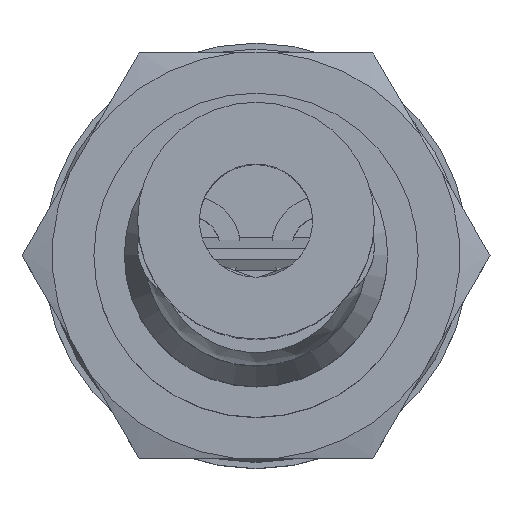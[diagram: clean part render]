
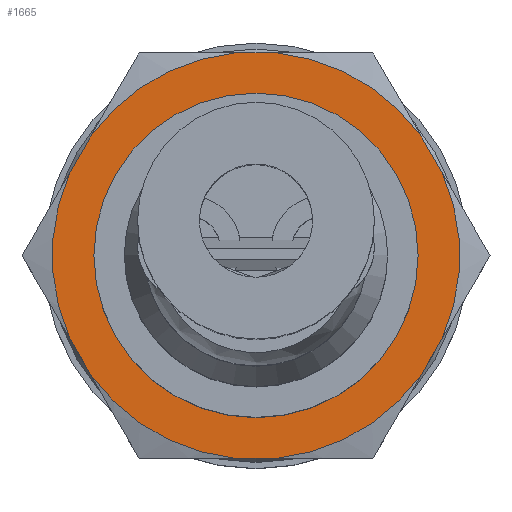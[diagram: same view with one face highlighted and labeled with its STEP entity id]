
A CAD part, top view. The second image highlights one B-rep face of the part: STEP entity #1665.
In plain terms, the highlighted face is planar.
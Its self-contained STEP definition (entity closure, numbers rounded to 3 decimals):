
#1325 = VERTEX_POINT('',#1326);
#1326 = CARTESIAN_POINT('',(5.,16.,0.521));
#1332 = EDGE_CURVE('',#1325,#1333,#1335,.T.);
#1333 = VERTEX_POINT('',#1334);
#1334 = CARTESIAN_POINT('',(5.,16.,-0.521));
#1335 = LINE('',#1336,#1337);
#1336 = CARTESIAN_POINT('',(5.,16.,0.521));
#1337 = VECTOR('',#1338,1.);
#1338 = DIRECTION('',(0.,0.,-1.));
#1365 = VERTEX_POINT('',#1366);
#1366 = CARTESIAN_POINT('',(2.951,16.,-4.07));
#1373 = EDGE_CURVE('',#1365,#1333,#1374,.T.);
#1374 = CIRCLE('',#1375,5.027);
#1375 = AXIS2_PLACEMENT_3D('',#1376,#1377,#1378);
#1376 = CARTESIAN_POINT('',(0.,16.,0.));
#1377 = DIRECTION('',(0.,-1.,0.));
#1378 = DIRECTION('',(0.,0.,1.));
#1390 = VERTEX_POINT('',#1391);
#1391 = CARTESIAN_POINT('',(2.951,16.,4.07));
#1397 = EDGE_CURVE('',#1325,#1390,#1398,.T.);
#1398 = CIRCLE('',#1399,5.027);
#1399 = AXIS2_PLACEMENT_3D('',#1400,#1401,#1402);
#1400 = CARTESIAN_POINT('',(0.,16.,0.));
#1401 = DIRECTION('',(0.,-1.,0.));
#1402 = DIRECTION('',(0.,0.,1.));
#1415 = EDGE_CURVE('',#1365,#1416,#1418,.T.);
#1416 = VERTEX_POINT('',#1417);
#1417 = CARTESIAN_POINT('',(2.049,16.,-4.591));
#1418 = LINE('',#1419,#1420);
#1419 = CARTESIAN_POINT('',(2.951,16.,-4.07));
#1420 = VECTOR('',#1421,1.);
#1421 = DIRECTION('',(-0.866,0.,-0.5));
#1448 = VERTEX_POINT('',#1449);
#1449 = CARTESIAN_POINT('',(-2.049,16.,-4.591));
#1456 = EDGE_CURVE('',#1448,#1416,#1457,.T.);
#1457 = CIRCLE('',#1458,5.027);
#1458 = AXIS2_PLACEMENT_3D('',#1459,#1460,#1461);
#1459 = CARTESIAN_POINT('',(0.,16.,0.));
#1460 = DIRECTION('',(0.,-1.,0.));
#1461 = DIRECTION('',(0.,0.,1.));
#1474 = EDGE_CURVE('',#1448,#1475,#1477,.T.);
#1475 = VERTEX_POINT('',#1476);
#1476 = CARTESIAN_POINT('',(-2.951,16.,-4.07));
#1477 = LINE('',#1478,#1479);
#1478 = CARTESIAN_POINT('',(-2.049,16.,-4.591));
#1479 = VECTOR('',#1480,1.);
#1480 = DIRECTION('',(-0.866,0.,0.5));
#1507 = VERTEX_POINT('',#1508);
#1508 = CARTESIAN_POINT('',(-5.,16.,-0.521));
#1515 = EDGE_CURVE('',#1507,#1475,#1516,.T.);
#1516 = CIRCLE('',#1517,5.027);
#1517 = AXIS2_PLACEMENT_3D('',#1518,#1519,#1520);
#1518 = CARTESIAN_POINT('',(0.,16.,0.));
#1519 = DIRECTION('',(0.,-1.,0.));
#1520 = DIRECTION('',(0.,0.,1.));
#1533 = EDGE_CURVE('',#1507,#1534,#1536,.T.);
#1534 = VERTEX_POINT('',#1535);
#1535 = CARTESIAN_POINT('',(-5.,16.,0.521));
#1536 = LINE('',#1537,#1538);
#1537 = CARTESIAN_POINT('',(-5.,16.,-0.521));
#1538 = VECTOR('',#1539,1.);
#1539 = DIRECTION('',(0.,0.,1.));
#1566 = VERTEX_POINT('',#1567);
#1567 = CARTESIAN_POINT('',(-2.951,16.,4.07));
#1574 = EDGE_CURVE('',#1566,#1534,#1575,.T.);
#1575 = CIRCLE('',#1576,5.027);
#1576 = AXIS2_PLACEMENT_3D('',#1577,#1578,#1579);
#1577 = CARTESIAN_POINT('',(0.,16.,0.));
#1578 = DIRECTION('',(0.,-1.,0.));
#1579 = DIRECTION('',(0.,0.,1.));
#1599 = VERTEX_POINT('',#1600);
#1600 = CARTESIAN_POINT('',(2.049,16.,4.591));
#1606 = EDGE_CURVE('',#1599,#1390,#1607,.T.);
#1607 = LINE('',#1608,#1609);
#1608 = CARTESIAN_POINT('',(2.049,16.,4.591));
#1609 = VECTOR('',#1610,1.);
#1610 = DIRECTION('',(0.866,0.,-0.5));
#1625 = VERTEX_POINT('',#1626);
#1626 = CARTESIAN_POINT('',(-2.049,16.,4.591));
#1632 = EDGE_CURVE('',#1599,#1625,#1633,.T.);
#1633 = CIRCLE('',#1634,5.027);
#1634 = AXIS2_PLACEMENT_3D('',#1635,#1636,#1637);
#1635 = CARTESIAN_POINT('',(0.,16.,0.));
#1636 = DIRECTION('',(0.,-1.,0.));
#1637 = DIRECTION('',(0.,0.,1.));
#1653 = EDGE_CURVE('',#1566,#1625,#1654,.T.);
#1654 = LINE('',#1655,#1656);
#1655 = CARTESIAN_POINT('',(-2.951,16.,4.07));
#1656 = VECTOR('',#1657,1.);
#1657 = DIRECTION('',(0.866,0.,0.5));
#1665 = ADVANCED_FACE('',(#1666,#1680),#1700,.F.);
#1666 = FACE_BOUND('',#1667,.T.);
#1667 = EDGE_LOOP('',(#1668,#1669,#1670,#1671,#1672,#1673,#1674,#1675,
    #1676,#1677,#1678,#1679));
#1668 = ORIENTED_EDGE('',*,*,#1632,.T.);
#1669 = ORIENTED_EDGE('',*,*,#1653,.F.);
#1670 = ORIENTED_EDGE('',*,*,#1574,.T.);
#1671 = ORIENTED_EDGE('',*,*,#1533,.F.);
#1672 = ORIENTED_EDGE('',*,*,#1515,.T.);
#1673 = ORIENTED_EDGE('',*,*,#1474,.F.);
#1674 = ORIENTED_EDGE('',*,*,#1456,.T.);
#1675 = ORIENTED_EDGE('',*,*,#1415,.F.);
#1676 = ORIENTED_EDGE('',*,*,#1373,.T.);
#1677 = ORIENTED_EDGE('',*,*,#1332,.F.);
#1678 = ORIENTED_EDGE('',*,*,#1397,.T.);
#1679 = ORIENTED_EDGE('',*,*,#1606,.F.);
#1680 = FACE_BOUND('',#1681,.T.);
#1681 = EDGE_LOOP('',(#1682,#1693));
#1682 = ORIENTED_EDGE('',*,*,#1683,.F.);
#1683 = EDGE_CURVE('',#1684,#1686,#1688,.T.);
#1684 = VERTEX_POINT('',#1685);
#1685 = CARTESIAN_POINT('',(4.,16.,0.));
#1686 = VERTEX_POINT('',#1687);
#1687 = CARTESIAN_POINT('',(0.,16.,4.));
#1688 = CIRCLE('',#1689,4.);
#1689 = AXIS2_PLACEMENT_3D('',#1690,#1691,#1692);
#1690 = CARTESIAN_POINT('',(0.,16.,0.));
#1691 = DIRECTION('',(0.,-1.,0.));
#1692 = DIRECTION('',(0.,0.,1.));
#1693 = ORIENTED_EDGE('',*,*,#1694,.F.);
#1694 = EDGE_CURVE('',#1686,#1684,#1695,.T.);
#1695 = CIRCLE('',#1696,4.);
#1696 = AXIS2_PLACEMENT_3D('',#1697,#1698,#1699);
#1697 = CARTESIAN_POINT('',(0.,16.,0.));
#1698 = DIRECTION('',(0.,-1.,0.));
#1699 = DIRECTION('',(0.,0.,1.));
#1700 = PLANE('',#1701);
#1701 = AXIS2_PLACEMENT_3D('',#1702,#1703,#1704);
#1702 = CARTESIAN_POINT('',(0.,16.,0.));
#1703 = DIRECTION('',(0.,1.,0.));
#1704 = DIRECTION('',(0.,-0.,1.));
